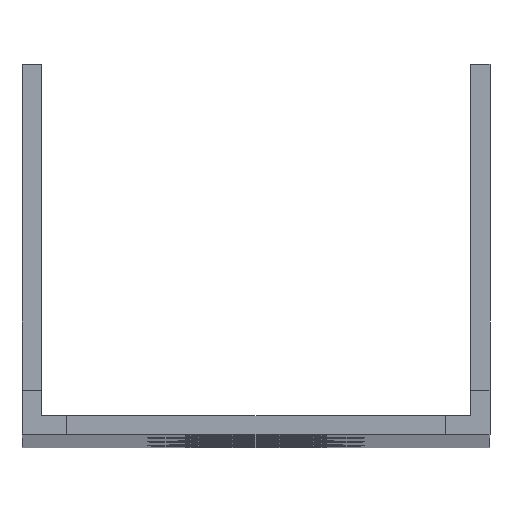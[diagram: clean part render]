
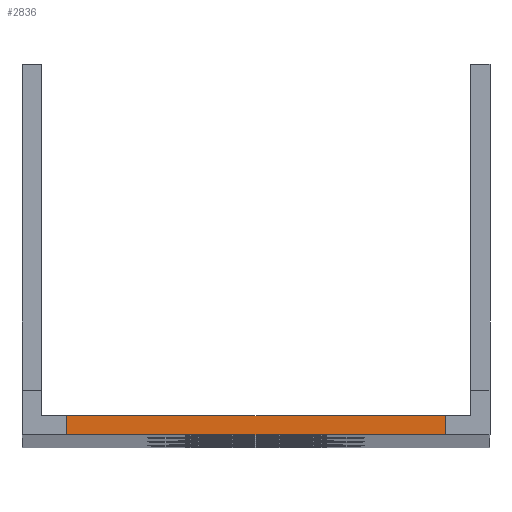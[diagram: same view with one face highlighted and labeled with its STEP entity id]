
A CAD part, top view. The second image highlights one B-rep face of the part: STEP entity #2836.
In plain terms, the highlighted planar face has unit normal (0, 0, 1).
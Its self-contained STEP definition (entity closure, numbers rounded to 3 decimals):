
#363=FACE_OUTER_BOUND('',#571,.T.);
#571=EDGE_LOOP('',(#2096,#2097,#2098,#2099));
#739=LINE('',#4090,#977);
#796=LINE('',#4356,#1034);
#840=LINE('',#4519,#1078);
#842=LINE('',#4522,#1080);
#977=VECTOR('',#3277,10.);
#1034=VECTOR('',#3494,10.);
#1078=VECTOR('',#3616,10.);
#1080=VECTOR('',#3620,10.);
#1215=VERTEX_POINT('',#4087);
#1216=VERTEX_POINT('',#4089);
#1344=VERTEX_POINT('',#4353);
#1345=VERTEX_POINT('',#4355);
#1475=EDGE_CURVE('',#1215,#1216,#739,.T.);
#1608=EDGE_CURVE('',#1345,#1344,#796,.T.);
#1690=EDGE_CURVE('',#1215,#1345,#840,.T.);
#1692=EDGE_CURVE('',#1344,#1216,#842,.T.);
#2096=ORIENTED_EDGE('',*,*,#1692,.T.);
#2097=ORIENTED_EDGE('',*,*,#1475,.F.);
#2098=ORIENTED_EDGE('',*,*,#1690,.T.);
#2099=ORIENTED_EDGE('',*,*,#1608,.T.);
#2647=PLANE('',#3105);
#2836=ADVANCED_FACE('',(#363),#2647,.F.);
#3105=AXIS2_PLACEMENT_3D('',#4526,#3623,#3624);
#3277=DIRECTION('',(-1.,0.,0.));
#3494=DIRECTION('',(-1.,0.,0.));
#3616=DIRECTION('',(0.,1.,0.));
#3620=DIRECTION('',(0.,-1.,0.));
#3623=DIRECTION('center_axis',(0.,0.,
-1.));
#3624=DIRECTION('ref_axis',(-1.,0.,0.));
#4087=CARTESIAN_POINT('',(-29.679,0.,0.));
#4089=CARTESIAN_POINT('',(-59.321,0.,0.));
#4090=CARTESIAN_POINT('',(0.,0.,0.));
#4353=CARTESIAN_POINT('',(-59.321,1.5,0.));
#4355=CARTESIAN_POINT('',(-29.679,1.5,0.));
#4356=CARTESIAN_POINT('',(0.,1.5,0.));
#4519=CARTESIAN_POINT('',(-29.679,0.75,0.));
#4522=CARTESIAN_POINT('',(-59.321,0.75,0.));
#4526=CARTESIAN_POINT('Origin',(-23.429,3.5,0.));
